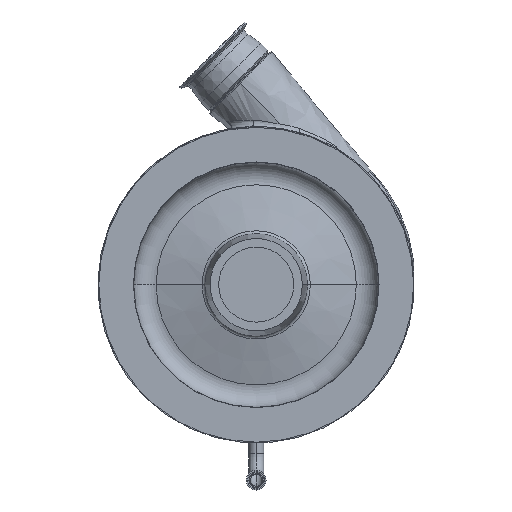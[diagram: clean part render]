
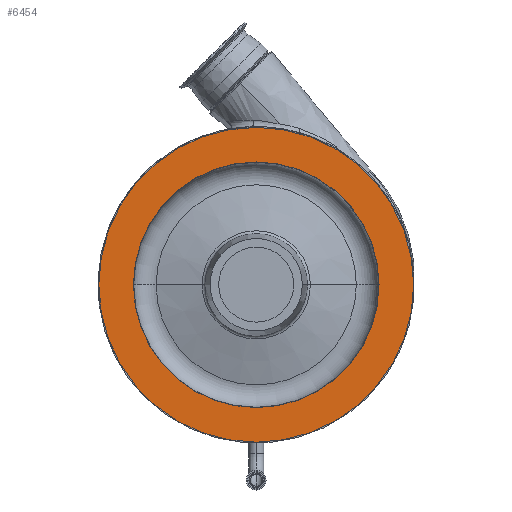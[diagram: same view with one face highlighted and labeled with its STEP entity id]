
A CAD part, top view. The second image highlights one B-rep face of the part: STEP entity #6454.
In plain terms, the highlighted planar face has unit normal (0, 0, 1).
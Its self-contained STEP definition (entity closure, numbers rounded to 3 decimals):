
#119 = FACE_OUTER_BOUND ( 'NONE', #12184, .T. ) ;
#562 = CARTESIAN_POINT ( 'NONE',  ( 203., 0., 271. ) ) ;
#819 = CARTESIAN_POINT ( 'NONE',  ( 158.354, 0., 271. ) ) ;
#840 = ORIENTED_EDGE ( 'NONE', *, *, #9927, .T. ) ;
#865 = EDGE_LOOP ( 'NONE', ( #10064, #840 ) ) ;
#889 = CARTESIAN_POINT ( 'NONE',  ( 0., 0., 271. ) ) ;
#982 = DIRECTION ( 'NONE',  ( 1., 0., 0. ) ) ;
#1163 = PLANE ( 'NONE',  #1509 ) ;
#1503 = EDGE_CURVE ( 'NONE', #6049, #12783, #5498, .T. ) ;
#1509 = AXIS2_PLACEMENT_3D ( 'NONE', #5239, #4059, #982 ) ;
#2011 = AXIS2_PLACEMENT_3D ( 'NONE', #6503, #2521, #4338 ) ;
#2393 = DIRECTION ( 'NONE',  ( 0., 0., -1. ) ) ;
#2412 = CIRCLE ( 'NONE', #2011, 158.354 ) ;
#2425 = DIRECTION ( 'NONE',  ( 0., 0., -1. ) ) ;
#2515 = DIRECTION ( 'NONE',  ( -1., 0., 0. ) ) ;
#2521 = DIRECTION ( 'NONE',  ( 0., 0., -1. ) ) ;
#2900 = EDGE_CURVE ( 'NONE', #9011, #11650, #4655, .T. ) ;
#3246 = DIRECTION ( 'NONE',  ( -1., 0., 0. ) ) ;
#3404 = AXIS2_PLACEMENT_3D ( 'NONE', #889, #11384, #3246 ) ;
#4059 = DIRECTION ( 'NONE',  ( 0., 0., 1. ) ) ;
#4172 = EDGE_CURVE ( 'NONE', #12783, #6049, #4681, .T. ) ;
#4338 = DIRECTION ( 'NONE',  ( -1., 0., 0. ) ) ;
#4625 = ORIENTED_EDGE ( 'NONE', *, *, #4172, .F. ) ;
#4655 = CIRCLE ( 'NONE', #8049, 158.354 ) ;
#4681 = CIRCLE ( 'NONE', #3404, 203. ) ;
#5239 = CARTESIAN_POINT ( 'NONE',  ( 0., 158.354, 271. ) ) ;
#5498 = CIRCLE ( 'NONE', #11602, 203. ) ;
#5655 = CARTESIAN_POINT ( 'NONE',  ( 0., 0., 271. ) ) ;
#6049 = VERTEX_POINT ( 'NONE', #12613 ) ;
#6408 = CARTESIAN_POINT ( 'NONE',  ( 0., 0., 271. ) ) ;
#6454 = ADVANCED_FACE ( 'NONE', ( #12123, #119 ), #1163, .T. ) ;
#6503 = CARTESIAN_POINT ( 'NONE',  ( 0., 0., 271. ) ) ;
#8049 = AXIS2_PLACEMENT_3D ( 'NONE', #6408, #2425, #9506 ) ;
#9011 = VERTEX_POINT ( 'NONE', #11453 ) ;
#9506 = DIRECTION ( 'NONE',  ( -1., 0., 0. ) ) ;
#9927 = EDGE_CURVE ( 'NONE', #11650, #9011, #2412, .T. ) ;
#10064 = ORIENTED_EDGE ( 'NONE', *, *, #2900, .T. ) ;
#11384 = DIRECTION ( 'NONE',  ( 0., 0., -1. ) ) ;
#11453 = CARTESIAN_POINT ( 'NONE',  ( -158.354, 0., 271. ) ) ;
#11602 = AXIS2_PLACEMENT_3D ( 'NONE', #5655, #2393, #2515 ) ;
#11650 = VERTEX_POINT ( 'NONE', #819 ) ;
#12123 = FACE_BOUND ( 'NONE', #865, .T. ) ;
#12184 = EDGE_LOOP ( 'NONE', ( #12570, #4625 ) ) ;
#12570 = ORIENTED_EDGE ( 'NONE', *, *, #1503, .F. ) ;
#12613 = CARTESIAN_POINT ( 'NONE',  ( -203., 0., 271. ) ) ;
#12783 = VERTEX_POINT ( 'NONE', #562 ) ;
